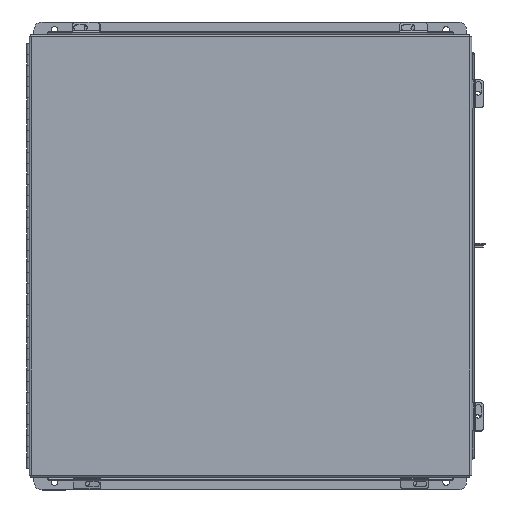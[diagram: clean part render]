
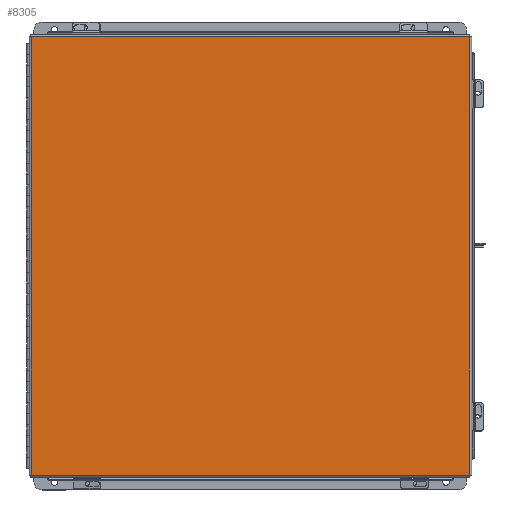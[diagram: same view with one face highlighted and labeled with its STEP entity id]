
A CAD part, top view. The second image highlights one B-rep face of the part: STEP entity #8305.
In plain terms, the highlighted face is planar.
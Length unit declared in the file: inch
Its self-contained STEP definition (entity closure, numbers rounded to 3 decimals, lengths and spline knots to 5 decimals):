
#322 = VERTEX_POINT ( 'NONE', #7513 ) ;
#731 = CARTESIAN_POINT ( 'NONE',  ( 10.06855, -10.06855, -0.0747 ) ) ;
#1072 = VECTOR ( 'NONE', #18738, 39.37008 ) ;
#1187 = VERTEX_POINT ( 'NONE', #4588 ) ;
#2454 = EDGE_CURVE ( 'NONE', #1187, #20471, #3774, .T. ) ;
#3424 = ORIENTED_EDGE ( 'NONE', *, *, #2454, .T. ) ;
#3774 = LINE ( 'NONE', #14207, #22175 ) ;
#4455 = EDGE_CURVE ( 'NONE', #20471, #16767, #14279, .T. ) ;
#4588 = CARTESIAN_POINT ( 'NONE',  ( 10.06855, 10.06855, -0.0747 ) ) ;
#4774 = ORIENTED_EDGE ( 'NONE', *, *, #21852, .T. ) ;
#4990 = PLANE ( 'NONE',  #15252 ) ;
#5067 = DIRECTION ( 'NONE',  ( 0., 0., -1. ) ) ;
#5300 = CARTESIAN_POINT ( 'NONE',  ( -10.06855, -10.07448, -0.0747 ) ) ;
#6570 = ORIENTED_EDGE ( 'NONE', *, *, #4455, .T. ) ;
#7061 = DIRECTION ( 'NONE',  ( 0., 1., 0. ) ) ;
#7513 = CARTESIAN_POINT ( 'NONE',  ( -10.06855, 10.06855, -0.0747 ) ) ;
#7541 = DIRECTION ( 'NONE',  ( 1., 0., 0. ) ) ;
#8305 = ADVANCED_FACE ( 'NONE', ( #21327 ), #4990, .T. ) ;
#9021 = DIRECTION ( 'NONE',  ( 0., -1., 0. ) ) ;
#10499 = VECTOR ( 'NONE', #7541, 39.37008 ) ;
#13580 = CARTESIAN_POINT ( 'NONE',  ( 0., 0., -0.0747 ) ) ;
#13708 = LINE ( 'NONE', #5300, #22415 ) ;
#14207 = CARTESIAN_POINT ( 'NONE',  ( 10.06855, 10.07448, -0.0747 ) ) ;
#14279 = LINE ( 'NONE', #19932, #1072 ) ;
#14947 = ORIENTED_EDGE ( 'NONE', *, *, #21079, .T. ) ;
#15108 = LINE ( 'NONE', #17824, #10499 ) ;
#15252 = AXIS2_PLACEMENT_3D ( 'NONE', #13580, #5067, #17101 ) ;
#16254 = EDGE_LOOP ( 'NONE', ( #14947, #3424, #6570, #4774 ) ) ;
#16767 = VERTEX_POINT ( 'NONE', #19005 ) ;
#17101 = DIRECTION ( 'NONE',  ( -1., 0., 0. ) ) ;
#17824 = CARTESIAN_POINT ( 'NONE',  ( -10.07448, 10.06855, -0.0747 ) ) ;
#18738 = DIRECTION ( 'NONE',  ( -1., 0., 0. ) ) ;
#19005 = CARTESIAN_POINT ( 'NONE',  ( -10.06855, -10.06855, -0.0747 ) ) ;
#19932 = CARTESIAN_POINT ( 'NONE',  ( 10.07448, -10.06855, -0.0747 ) ) ;
#20471 = VERTEX_POINT ( 'NONE', #731 ) ;
#21079 = EDGE_CURVE ( 'NONE', #322, #1187, #15108, .T. ) ;
#21327 = FACE_OUTER_BOUND ( 'NONE', #16254, .T. ) ;
#21852 = EDGE_CURVE ( 'NONE', #16767, #322, #13708, .T. ) ;
#22175 = VECTOR ( 'NONE', #9021, 39.37008 ) ;
#22415 = VECTOR ( 'NONE', #7061, 39.37008 ) ;
